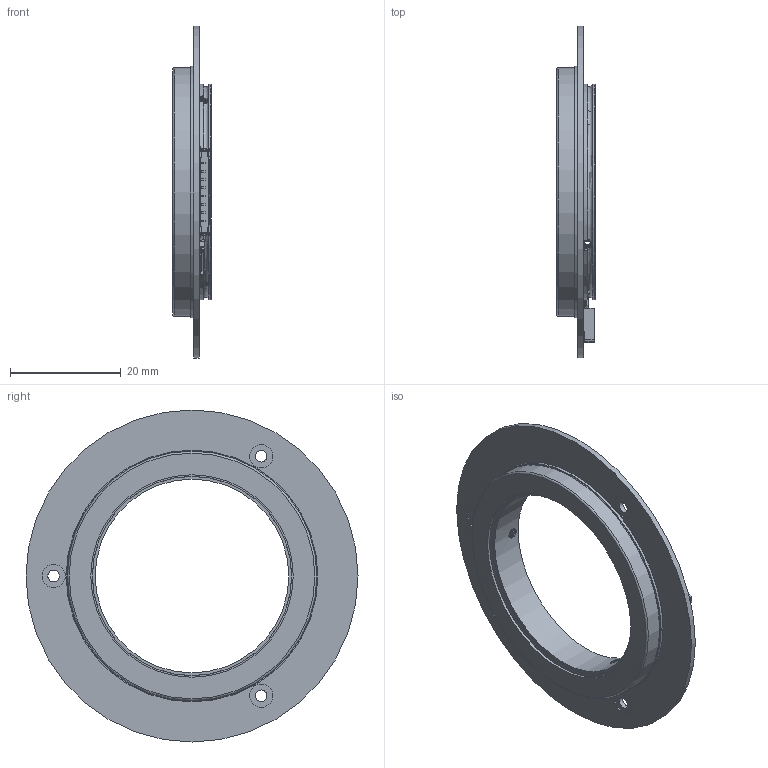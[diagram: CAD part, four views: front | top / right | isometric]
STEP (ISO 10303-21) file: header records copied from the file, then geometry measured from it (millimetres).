
FILE_DESCRIPTION (( 'STEP AP214' ), '1' );
FILE_NAME ('MBS-35-60.step', '2022-08-01T07:30:53', ( '' ), ( '' ), 'SwSTEP 2.0', 'SolidWorks 2021', '' );
FILE_SCHEMA (( 'AUTOMOTIVE_DESIGN' ));
Length unit declared in the file: millimetre
Products named in the file (1): MBS-35-60
Bounding box: 7 x 60 x 60 mm (x, y, z)
Volume: 3490.7 mm3; surface area: 9063.1 mm2
Topology: 6 solids, 6 shells, 1191 faces, 3283 edges, 2141 vertices
Faces by surface type: plane 785, bspline 257, cylinder 119, sphere 16, cone 9, torus 5
Full cylindrical faces by diameter (mm): 2.1 x3, 4.2 x6, 35 x1, 36 x1, 36.02 x1, 36.6 x1, 39 x3, 40 x1, 44 x1, 45 x1, 45.5 x1, 60 x1
Entity records: 87337 total; most frequent: CARTESIAN_POINT 53064, ORIENTED_EDGE 6466, DIRECTION 4762, EDGE_CURVE 3233, LINE 2410, VECTOR 2410, VERTEX_POINT 2134, EDGE_LOOP 1307
